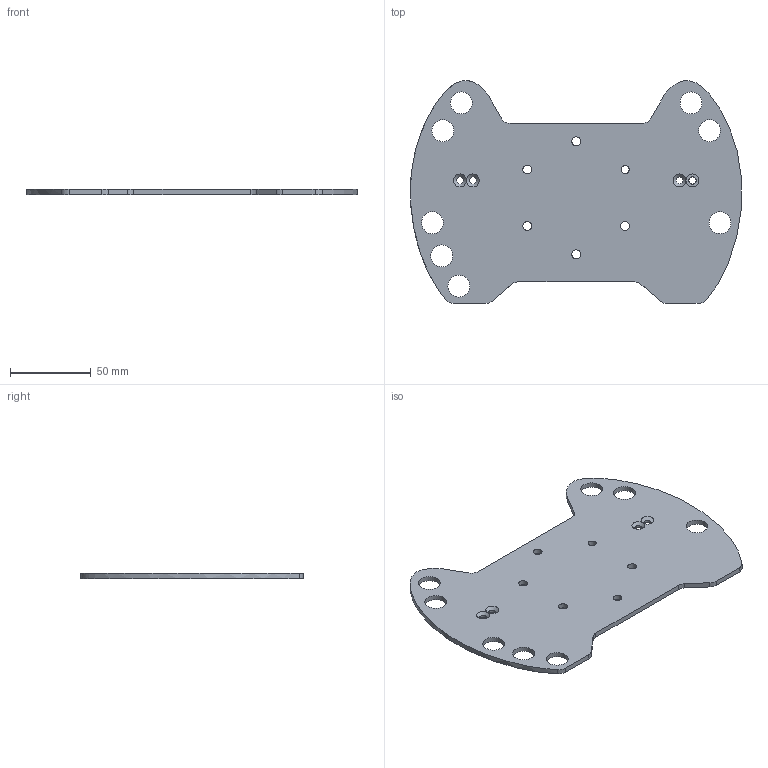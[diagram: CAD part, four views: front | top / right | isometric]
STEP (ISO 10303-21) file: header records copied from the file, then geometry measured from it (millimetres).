
FILE_DESCRIPTION(/* description */ (''),/* implementation_level */ '2;1');
FILE_NAME(/* name */ 'Turn 911 GT3 Cup Front Plate.step',/* time_stamp */ '2021-01-09T13:56:48-06:00',/* author */ (''),/* organization */ (''),/* preprocessor_version */ 'ST-DEVELOPER v18.1',/* originating_system */ 'Autodesk Translation Framework v9.7.1.1290',/* authorisation */ '');
FILE_SCHEMA (('AUTOMOTIVE_DESIGN { 1 0 10303 214 3 1 1 }'));
Length unit declared in the file: millimetre
Products named in the file (1): Front Plate
Bounding box: 205.04 x 138.07 x 3.17 mm (x, y, z)
Volume: 65966.6 mm3; surface area: 45202.3 mm2
Topology: 1 solids, 1 shells, 44 faces, 124 edges, 80 vertices
Faces by surface type: cylinder 26, plane 10, cone 4, bspline 4
Full cylindrical faces by diameter (mm): 4.5 x4, 5 x1, 5.5 x5, 13.6 x8
Entity records: 1720 total; most frequent: CARTESIAN_POINT 457, DIRECTION 252, ORIENTED_EDGE 248, EDGE_CURVE 124, AXIS2_PLACEMENT_3D 99, VERTEX_POINT 80, EDGE_LOOP 78, CIRCLE 58
